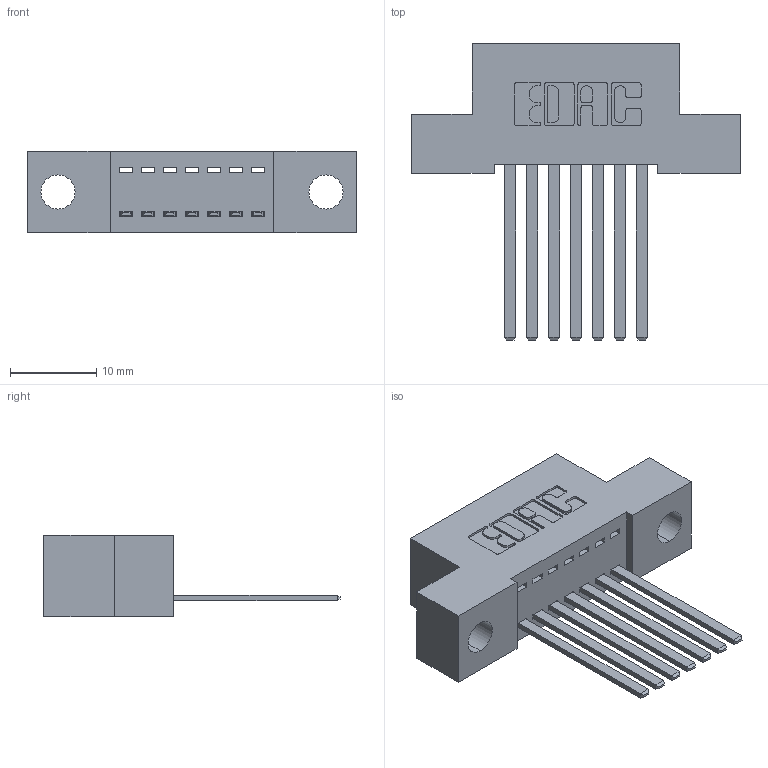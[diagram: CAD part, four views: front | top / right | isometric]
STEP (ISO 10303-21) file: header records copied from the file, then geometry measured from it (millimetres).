
FILE_DESCRIPTION (( 'STEP AP203' ), '1' );
FILE_NAME ('392-007-544-104.STEP', '2018-08-14T18:15:11', ( '' ), ( '' ), 'SwSTEP 2.0', 'SolidWorks 2016', '' );
FILE_SCHEMA (( 'CONFIG_CONTROL_DESIGN' ));
Length unit declared in the file: inch
Products named in the file (3): 342 Part_.156 TH; 345-292-001_345-293-144; 392-007-544-104
Assembly tree (8 placements, depth 2):
  392-007-544-104
    342 Part_.156 TH
    345-292-001_345-293-144  x7
Bounding box: 38.1 x 34.3 x 9.4 mm (x, y, z)
Volume: 3205.7 mm3; surface area: 4103.5 mm2
Topology: 8 solids, 8 shells, 474 faces, 1405 edges, 926 vertices
Faces by surface type: plane 332, cylinder 142
Entity records: 8493 total; most frequent: CARTESIAN_POINT 1475, ORIENTED_EDGE 1418, DIRECTION 1311, EDGE_CURVE 709, VECTOR 585, LINE 585, VERTEX_POINT 470, AXIS2_PLACEMENT_3D 363
